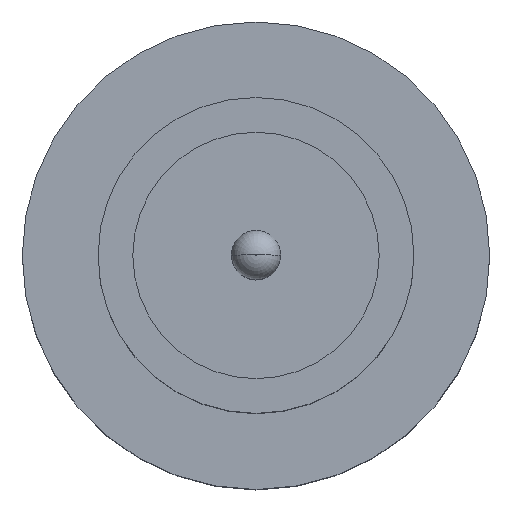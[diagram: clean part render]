
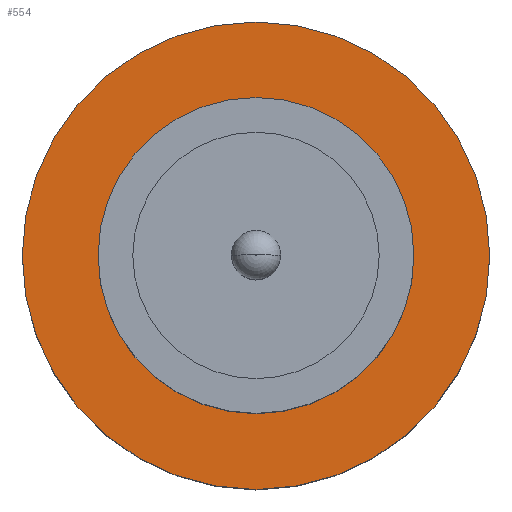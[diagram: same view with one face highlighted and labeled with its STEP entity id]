
A CAD part, top view. The second image highlights one B-rep face of the part: STEP entity #554.
In plain terms, the highlighted planar face has unit normal (0, 0, 1).
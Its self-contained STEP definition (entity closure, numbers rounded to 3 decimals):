
#16 = CARTESIAN_POINT ( 'NONE',  ( 0., 0., 1.55 ) ) ;
#26 = AXIS2_PLACEMENT_3D ( 'NONE', #478, #665, #783 ) ;
#43 = EDGE_CURVE ( 'NONE', #390, #550, #350, .T. ) ;
#48 = DIRECTION ( 'NONE',  ( 1., 0., 0. ) ) ;
#103 = EDGE_LOOP ( 'NONE', ( #752, #735 ) ) ;
#117 = AXIS2_PLACEMENT_3D ( 'NONE', #744, #511, #148 ) ;
#148 = DIRECTION ( 'NONE',  ( 1., 0., 0. ) ) ;
#156 = AXIS2_PLACEMENT_3D ( 'NONE', #664, #537, #177 ) ;
#177 = DIRECTION ( 'NONE',  ( 1., 0., 0. ) ) ;
#178 = PLANE ( 'NONE',  #271 ) ;
#205 = EDGE_CURVE ( 'NONE', #550, #390, #251, .T. ) ;
#251 = CIRCLE ( 'NONE', #26, 1.25 ) ;
#265 = EDGE_LOOP ( 'NONE', ( #786, #630 ) ) ;
#271 = AXIS2_PLACEMENT_3D ( 'NONE', #788, #367, #48 ) ;
#303 = EDGE_CURVE ( 'NONE', #607, #382, #324, .T. ) ;
#324 = CIRCLE ( 'NONE', #117, 1.85 ) ;
#350 = CIRCLE ( 'NONE', #156, 1.25 ) ;
#353 = CARTESIAN_POINT ( 'NONE',  ( 1.85, 0., 1.55 ) ) ;
#362 = CARTESIAN_POINT ( 'NONE',  ( 1.25, 0., 1.55 ) ) ;
#367 = DIRECTION ( 'NONE',  ( 0., 0., 1. ) ) ;
#371 = FACE_OUTER_BOUND ( 'NONE', #103, .T. ) ;
#372 = CARTESIAN_POINT ( 'NONE',  ( -1.85, 0., 1.55 ) ) ;
#382 = VERTEX_POINT ( 'NONE', #353 ) ;
#384 = DIRECTION ( 'NONE',  ( 1., 0., 0. ) ) ;
#389 = DIRECTION ( 'NONE',  ( 0., 0., 1. ) ) ;
#390 = VERTEX_POINT ( 'NONE', #775 ) ;
#478 = CARTESIAN_POINT ( 'NONE',  ( 0., 0., 1.55 ) ) ;
#502 = AXIS2_PLACEMENT_3D ( 'NONE', #16, #389, #384 ) ;
#508 = FACE_BOUND ( 'NONE', #265, .T. ) ;
#511 = DIRECTION ( 'NONE',  ( 0., 0., 1. ) ) ;
#537 = DIRECTION ( 'NONE',  ( 0., 0., 1. ) ) ;
#550 = VERTEX_POINT ( 'NONE', #362 ) ;
#554 = ADVANCED_FACE ( 'NONE', ( #508, #371 ), #178, .T. ) ;
#607 = VERTEX_POINT ( 'NONE', #372 ) ;
#625 = CIRCLE ( 'NONE', #502, 1.85 ) ;
#630 = ORIENTED_EDGE ( 'NONE', *, *, #43, .F. ) ;
#664 = CARTESIAN_POINT ( 'NONE',  ( 0., 0., 1.55 ) ) ;
#665 = DIRECTION ( 'NONE',  ( 0., 0., 1. ) ) ;
#686 = EDGE_CURVE ( 'NONE', #382, #607, #625, .T. ) ;
#735 = ORIENTED_EDGE ( 'NONE', *, *, #686, .T. ) ;
#744 = CARTESIAN_POINT ( 'NONE',  ( 0., 0., 1.55 ) ) ;
#752 = ORIENTED_EDGE ( 'NONE', *, *, #303, .T. ) ;
#775 = CARTESIAN_POINT ( 'NONE',  ( -1.25, 0., 1.55 ) ) ;
#783 = DIRECTION ( 'NONE',  ( 1., 0., 0. ) ) ;
#786 = ORIENTED_EDGE ( 'NONE', *, *, #205, .F. ) ;
#788 = CARTESIAN_POINT ( 'NONE',  ( 0., 0., 1.55 ) ) ;
